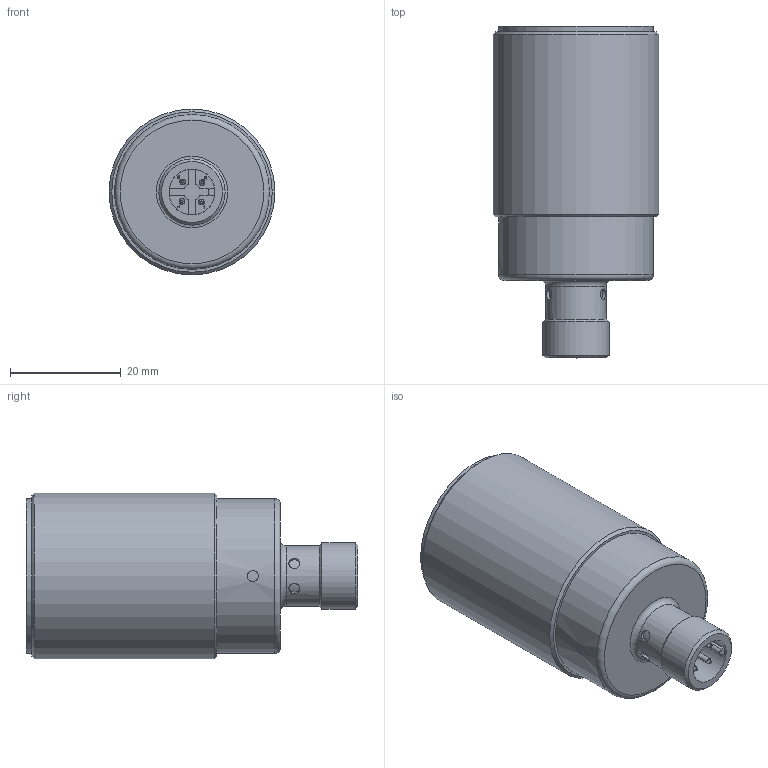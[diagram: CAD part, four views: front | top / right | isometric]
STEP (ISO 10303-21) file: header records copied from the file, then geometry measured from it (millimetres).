
FILE_DESCRIPTION(/* description */ ('DISO X xxx'),/* implementation_level */ '2;1');
FILE_NAME(/* name */ '3D-Model-US30M3000 G3-B4.stp',/* time_stamp */ '2018-01-11T08:33:00+01:00',/* author */ ('lcf'),/* organization */ ('di-soric GmbH & Co. KG'),/* preprocessor_version */ 'ST-DEVELOPER v17',/* originating_system */ 'Autodesk Inventor 2018',/* authorisation */ '');
FILE_SCHEMA (('AUTOMOTIVE_DESIGN { 1 0 10303 214 3 1 1 }'));
Length unit declared in the file: millimetre
Products named in the file (1): 3D-Model-US30M3000 G3-B4
Bounding box: 30 x 60 x 30 mm (x, y, z)
Volume: 32218.6 mm3; surface area: 6774 mm2
Topology: 1 solids, 14 shells, 391 faces, 1068 edges, 717 vertices
Faces by surface type: plane 311, cylinder 50, cone 28, torus 2
Full cylindrical faces by diameter (mm): 1 x11, 1.05 x11, 1.5 x4, 2 x5, 3 x1, 7.8 x1, 8.3 x1, 9.8 x1, 10.9 x1, 12 x1, 19.9 x1, 28 x2, 30 x1
Entity records: 13269 total; most frequent: CARTESIAN_POINT 2801, ORIENTED_EDGE 2126, DIRECTION 1975, EDGE_CURVE 1063, LINE 861, VECTOR 861, VERTEX_POINT 717, AXIS2_PLACEMENT_3D 557
